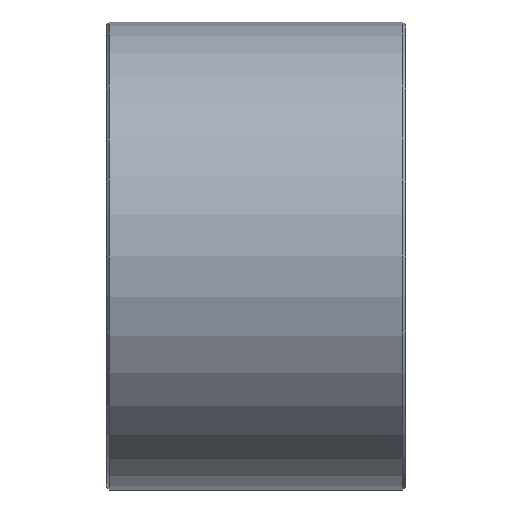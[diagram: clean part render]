
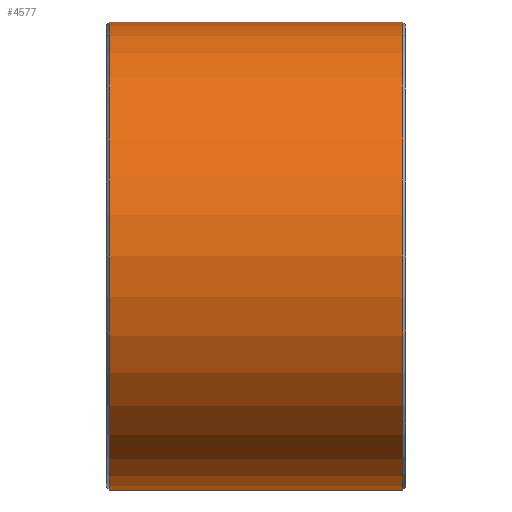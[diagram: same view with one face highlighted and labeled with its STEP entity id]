
A CAD part, left-side view. The second image highlights one B-rep face of the part: STEP entity #4577.
In plain terms, the highlighted cylindrical face has radius 43 mm (diameter 86 mm), a partial arc.
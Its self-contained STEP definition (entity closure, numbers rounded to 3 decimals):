
#138 = CIRCLE ( 'NONE', #3477, 43. ) ;
#248 = EDGE_CURVE ( 'NONE', #2074, #3757, #1623, .T. ) ;
#278 = CYLINDRICAL_SURFACE ( 'NONE', #2464, 43. ) ;
#341 = EDGE_CURVE ( 'NONE', #3757, #3866, #996, .T. ) ;
#422 = DIRECTION ( 'NONE',  ( 0., 0., 1. ) ) ;
#484 = EDGE_LOOP ( 'NONE', ( #5370, #3875, #5604, #3136 ) ) ;
#504 = CARTESIAN_POINT ( 'NONE',  ( 0., 0., 43. ) ) ;
#624 = CARTESIAN_POINT ( 'NONE',  ( 0., 0., -43. ) ) ;
#634 = DIRECTION ( 'NONE',  ( 0., -1., 0. ) ) ;
#765 = CARTESIAN_POINT ( 'NONE',  ( 0., 2.011, -43. ) ) ;
#770 = AXIS2_PLACEMENT_3D ( 'NONE', #3522, #4859, #422 ) ;
#966 = DIRECTION ( 'NONE',  ( 0., -1., 0. ) ) ;
#996 = LINE ( 'NONE', #624, #4858 ) ;
#1496 = VERTEX_POINT ( 'NONE', #1585 ) ;
#1585 = CARTESIAN_POINT ( 'NONE',  ( 0., 2.011, 43. ) ) ;
#1623 = CIRCLE ( 'NONE', #770, 43. ) ;
#1990 = CARTESIAN_POINT ( 'NONE',  ( 0., 56.011, 43. ) ) ;
#2074 = VERTEX_POINT ( 'NONE', #1990 ) ;
#2364 = VECTOR ( 'NONE', #4014, 1000. ) ;
#2464 = AXIS2_PLACEMENT_3D ( 'NONE', #3702, #634, #4202 ) ;
#2681 = DIRECTION ( 'NONE',  ( 0., 1., 0. ) ) ;
#3136 = ORIENTED_EDGE ( 'NONE', *, *, #3977, .T. ) ;
#3477 = AXIS2_PLACEMENT_3D ( 'NONE', #4510, #2681, #4913 ) ;
#3522 = CARTESIAN_POINT ( 'NONE',  ( 0., 56.011, 0. ) ) ;
#3633 = LINE ( 'NONE', #504, #2364 ) ;
#3702 = CARTESIAN_POINT ( 'NONE',  ( 0., 0., 0. ) ) ;
#3757 = VERTEX_POINT ( 'NONE', #4962 ) ;
#3760 = FACE_OUTER_BOUND ( 'NONE', #484, .T. ) ;
#3866 = VERTEX_POINT ( 'NONE', #765 ) ;
#3875 = ORIENTED_EDGE ( 'NONE', *, *, #248, .T. ) ;
#3889 = EDGE_CURVE ( 'NONE', #2074, #1496, #3633, .T. ) ;
#3977 = EDGE_CURVE ( 'NONE', #3866, #1496, #138, .T. ) ;
#4014 = DIRECTION ( 'NONE',  ( 0., -1., 0. ) ) ;
#4202 = DIRECTION ( 'NONE',  ( 0., 0., -1. ) ) ;
#4510 = CARTESIAN_POINT ( 'NONE',  ( 0., 2.011, 0. ) ) ;
#4577 = ADVANCED_FACE ( 'NONE', ( #3760 ), #278, .T. ) ;
#4858 = VECTOR ( 'NONE', #966, 1000. ) ;
#4859 = DIRECTION ( 'NONE',  ( 0., -1., 0. ) ) ;
#4913 = DIRECTION ( 'NONE',  ( 0., 0., -1. ) ) ;
#4962 = CARTESIAN_POINT ( 'NONE',  ( 0., 56.011, -43. ) ) ;
#5370 = ORIENTED_EDGE ( 'NONE', *, *, #3889, .F. ) ;
#5604 = ORIENTED_EDGE ( 'NONE', *, *, #341, .T. ) ;
